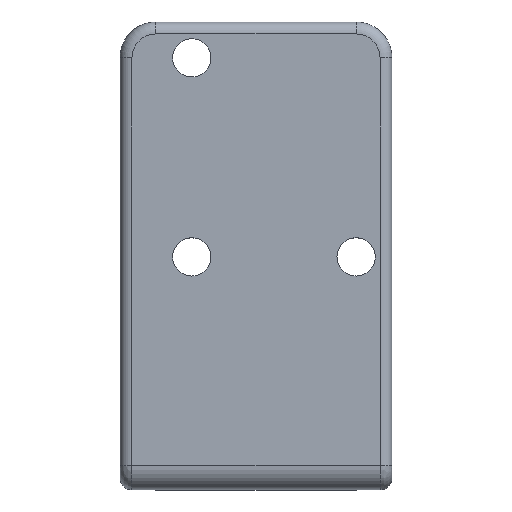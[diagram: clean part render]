
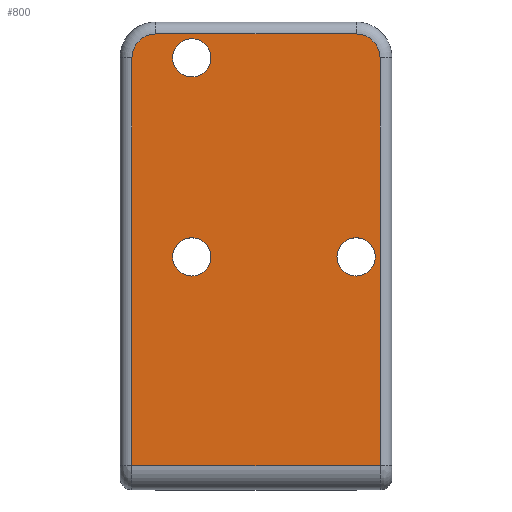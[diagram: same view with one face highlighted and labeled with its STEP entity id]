
A CAD part, top view. The second image highlights one B-rep face of the part: STEP entity #800.
In plain terms, the highlighted planar face has unit normal (0, 0, 1).
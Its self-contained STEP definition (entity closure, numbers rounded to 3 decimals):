
#25=FACE_BOUND('',#129,.T.);
#26=FACE_BOUND('',#130,.T.);
#27=FACE_BOUND('',#131,.T.);
#42=PLANE('',#890);
#78=FACE_OUTER_BOUND('',#128,.T.);
#128=EDGE_LOOP('',(#588,#589,#590,#591,#592,#593));
#129=EDGE_LOOP('',(#594));
#130=EDGE_LOOP('',(#595));
#131=EDGE_LOOP('',(#596));
#176=LINE('',#1274,#227);
#178=LINE('',#1286,#229);
#180=LINE('',#1298,#231);
#191=LINE('',#1338,#242);
#227=VECTOR('',#1003,10.);
#229=VECTOR('',#1017,10.);
#231=VECTOR('',#1031,10.);
#242=VECTOR('',#1064,10.);
#287=CIRCLE('',#870,2.);
#291=CIRCLE('',#876,2.);
#299=CIRCLE('',#891,1.6);
#300=CIRCLE('',#892,1.6);
#301=CIRCLE('',#893,1.6);
#339=VERTEX_POINT('',#1266);
#341=VERTEX_POINT('',#1272);
#343=VERTEX_POINT('',#1278);
#345=VERTEX_POINT('',#1284);
#347=VERTEX_POINT('',#1290);
#349=VERTEX_POINT('',#1296);
#359=VERTEX_POINT('',#1339);
#360=VERTEX_POINT('',#1341);
#361=VERTEX_POINT('',#1343);
#418=EDGE_CURVE('',#341,#339,#176,.T.);
#421=EDGE_CURVE('',#343,#341,#287,.T.);
#424=EDGE_CURVE('',#345,#343,#178,.T.);
#427=EDGE_CURVE('',#347,#345,#291,.T.);
#430=EDGE_CURVE('',#349,#347,#180,.T.);
#447=EDGE_CURVE('',#339,#349,#191,.T.);
#448=EDGE_CURVE('',#359,#359,#299,.T.);
#449=EDGE_CURVE('',#360,#360,#300,.T.);
#450=EDGE_CURVE('',#361,#361,#301,.T.);
#588=ORIENTED_EDGE('',*,*,#418,.F.);
#589=ORIENTED_EDGE('',*,*,#421,.F.);
#590=ORIENTED_EDGE('',*,*,#424,.F.);
#591=ORIENTED_EDGE('',*,*,#427,.F.);
#592=ORIENTED_EDGE('',*,*,#430,.F.);
#593=ORIENTED_EDGE('',*,*,#447,.F.);
#594=ORIENTED_EDGE('',*,*,#448,.F.);
#595=ORIENTED_EDGE('',*,*,#449,.F.);
#596=ORIENTED_EDGE('',*,*,#450,.F.);
#800=ADVANCED_FACE('',(#78,#25,#26,#27),#42,.F.);
#870=AXIS2_PLACEMENT_3D('',#1280,#1009,#1010);
#876=AXIS2_PLACEMENT_3D('',#1292,#1023,#1024);
#890=AXIS2_PLACEMENT_3D('',#1337,#1062,#1063);
#891=AXIS2_PLACEMENT_3D('',#1340,#1065,#1066);
#892=AXIS2_PLACEMENT_3D('',#1342,#1067,#1068);
#893=AXIS2_PLACEMENT_3D('',#1344,#1069,#1070);
#1003=DIRECTION('',(0.,-1.,0.));
#1009=DIRECTION('center_axis',(0.,0.,-1.));
#1010=DIRECTION('ref_axis',(0.707,0.707,0.));
#1017=DIRECTION('',(1.,0.,0.));
#1023=DIRECTION('center_axis',(0.,0.,-1.));
#1024=DIRECTION('ref_axis',(-0.707,0.707,0.));
#1031=DIRECTION('',(0.,1.,0.));
#1062=DIRECTION('center_axis',(0.,0.,-1.));
#1063=DIRECTION('ref_axis',(-1.,0.,0.));
#1064=DIRECTION('',(-1.,0.,0.));
#1065=DIRECTION('center_axis',(0.,0.,1.));
#1066=DIRECTION('ref_axis',(-1.,0.,0.));
#1067=DIRECTION('center_axis',(0.,0.,1.));
#1068=DIRECTION('ref_axis',(-1.,0.,0.));
#1069=DIRECTION('center_axis',(0.,0.,1.));
#1070=DIRECTION('ref_axis',(-1.,0.,0.));
#1266=CARTESIAN_POINT('',(15.75,-37.775,13.));
#1272=CARTESIAN_POINT('',(15.75,-3.65,13.));
#1274=CARTESIAN_POINT('',(15.75,-10.431,13.));
#1278=CARTESIAN_POINT('',(13.75,-1.65,13.));
#1280=CARTESIAN_POINT('Origin',(13.75,-3.65,13.));
#1284=CARTESIAN_POINT('',(-3.,-1.65,13.));
#1286=CARTESIAN_POINT('',(-0.313,-1.65,13.));
#1290=CARTESIAN_POINT('',(-5.,-3.65,13.));
#1292=CARTESIAN_POINT('Origin',(-3.,-3.65,13.));
#1296=CARTESIAN_POINT('',(-5.,-37.775,13.));
#1298=CARTESIAN_POINT('',(-5.,-29.994,13.));
#1337=CARTESIAN_POINT('Origin',(5.375,-20.212,13.));
#1338=CARTESIAN_POINT('',(11.063,-37.775,13.));
#1339=CARTESIAN_POINT('',(1.6,-20.3,13.));
#1340=CARTESIAN_POINT('Origin',(0.,-20.3,13.));
#1341=CARTESIAN_POINT('',(15.35,-20.3,13.));
#1342=CARTESIAN_POINT('Origin',(13.75,-20.3,13.));
#1343=CARTESIAN_POINT('',(1.6,-3.65,13.));
#1344=CARTESIAN_POINT('Origin',(0.,-3.65,13.));
